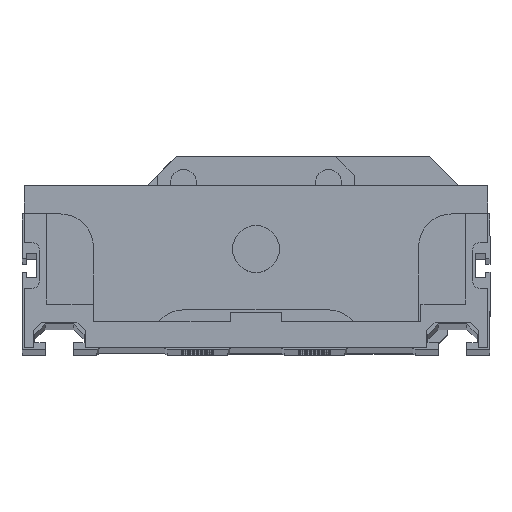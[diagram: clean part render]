
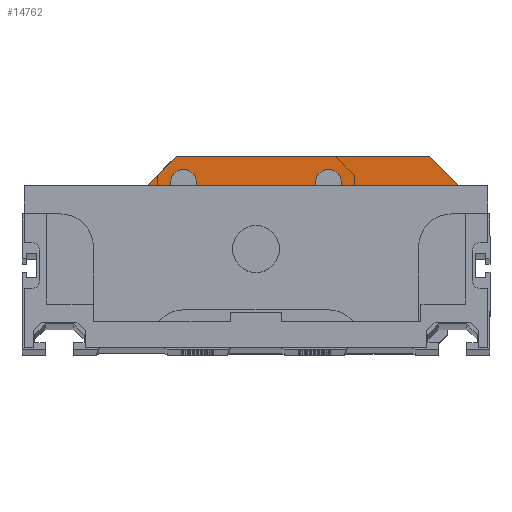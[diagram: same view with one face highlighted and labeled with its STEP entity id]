
A CAD part, top view. The second image highlights one B-rep face of the part: STEP entity #14762.
In plain terms, the highlighted planar face has unit normal (0, 0, 1).
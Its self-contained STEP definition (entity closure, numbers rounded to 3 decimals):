
#546 = VERTEX_POINT ( 'NONE', #7131 ) ;
#753 = DIRECTION ( 'NONE',  ( 0.707, -0.707, 0. ) ) ;
#773 = DIRECTION ( 'NONE',  ( 1., 0., 0. ) ) ;
#810 = DIRECTION ( 'NONE',  ( 1., 0., 0. ) ) ;
#1248 = ORIENTED_EDGE ( 'NONE', *, *, #28878, .F. ) ;
#1268 = DIRECTION ( 'NONE',  ( 0.707, 0.707, 0. ) ) ;
#2128 = ORIENTED_EDGE ( 'NONE', *, *, #28817, .F. ) ;
#2585 = CARTESIAN_POINT ( 'NONE',  ( 15.5, 15.5, 0. ) ) ;
#3021 = CARTESIAN_POINT ( 'NONE',  ( -12.938, 13.5, 0. ) ) ;
#3635 = CARTESIAN_POINT ( 'NONE',  ( 37.13, 21., 0. ) ) ;
#3857 = ORIENTED_EDGE ( 'NONE', *, *, #16629, .F. ) ;
#3964 = DIRECTION ( 'NONE',  ( 0., 0., -1. ) ) ;
#4279 = CARTESIAN_POINT ( 'NONE',  ( -47.9, -0.25, 0. ) ) ;
#5327 = AXIS2_PLACEMENT_3D ( 'NONE', #4279, #11800, #29055 ) ;
#5850 = CARTESIAN_POINT ( 'NONE',  ( 18.062, 13.5, 0. ) ) ;
#7093 = VERTEX_POINT ( 'NONE', #3021 ) ;
#7131 = CARTESIAN_POINT ( 'NONE',  ( 37.13, 21., 0. ) ) ;
#7530 = ORIENTED_EDGE ( 'NONE', *, *, #24736, .F. ) ;
#7822 = AXIS2_PLACEMENT_3D ( 'NONE', #21480, #3964, #24066 ) ;
#9051 = LINE ( 'NONE', #18849, #17045 ) ;
#10325 = EDGE_CURVE ( 'NONE', #15425, #15210, #24954, .T. ) ;
#10532 = CIRCLE ( 'NONE', #17718, 3.25 ) ;
#10708 = ORIENTED_EDGE ( 'NONE', *, *, #10325, .F. ) ;
#10759 = CARTESIAN_POINT ( 'NONE',  ( 12.938, 13.5, 0. ) ) ;
#10800 = ORIENTED_EDGE ( 'NONE', *, *, #13627, .F. ) ;
#11223 = VECTOR ( 'NONE', #1268, 1000. ) ;
#11800 = DIRECTION ( 'NONE',  ( 0., 0., 1. ) ) ;
#13428 = CARTESIAN_POINT ( 'NONE',  ( 18.062, 13.5, 0. ) ) ;
#13627 = EDGE_CURVE ( 'NONE', #7093, #15425, #26847, .T. ) ;
#13877 = VERTEX_POINT ( 'NONE', #5850 ) ;
#14054 = PLANE ( 'NONE',  #5327 ) ;
#14096 = EDGE_CURVE ( 'NONE', #31465, #7093, #9051, .T. ) ;
#14182 = ORIENTED_EDGE ( 'NONE', *, *, #14096, .F. ) ;
#14762 = ADVANCED_FACE ( 'NONE', ( #28892 ), #14054, .T. ) ;
#15210 = VERTEX_POINT ( 'NONE', #24883 ) ;
#15396 = VECTOR ( 'NONE', #753, 1000. ) ;
#15425 = VERTEX_POINT ( 'NONE', #30823 ) ;
#15517 = VECTOR ( 'NONE', #20424, 1000. ) ;
#16299 = CARTESIAN_POINT ( 'NONE',  ( -17., 21., 0. ) ) ;
#16350 = EDGE_LOOP ( 'NONE', ( #10708, #10800, #14182, #31089, #1248, #7530, #2128, #3857 ) ) ;
#16629 = EDGE_CURVE ( 'NONE', #15210, #18939, #25516, .T. ) ;
#17045 = VECTOR ( 'NONE', #19803, 1000. ) ;
#17718 = AXIS2_PLACEMENT_3D ( 'NONE', #2585, #17811, #810 ) ;
#17811 = DIRECTION ( 'NONE',  ( 0., 0., -1. ) ) ;
#18033 = CARTESIAN_POINT ( 'NONE',  ( -17., 21., 0. ) ) ;
#18296 = VERTEX_POINT ( 'NONE', #24188 ) ;
#18607 = EDGE_CURVE ( 'NONE', #13877, #31465, #10532, .T. ) ;
#18849 = CARTESIAN_POINT ( 'NONE',  ( -12.938, 13.5, 0. ) ) ;
#18939 = VERTEX_POINT ( 'NONE', #18033 ) ;
#19803 = DIRECTION ( 'NONE',  ( -1., 0., 0. ) ) ;
#20424 = DIRECTION ( 'NONE',  ( -1., 0., 0. ) ) ;
#20847 = DIRECTION ( 'NONE',  ( -1., 0., 0. ) ) ;
#21480 = CARTESIAN_POINT ( 'NONE',  ( -15.5, 15.5, 0. ) ) ;
#22787 = LINE ( 'NONE', #3635, #15396 ) ;
#23131 = LINE ( 'NONE', #25513, #31011 ) ;
#24066 = DIRECTION ( 'NONE',  ( 1., 0., 0. ) ) ;
#24188 = CARTESIAN_POINT ( 'NONE',  ( 44.63, 13.5, 0. ) ) ;
#24736 = EDGE_CURVE ( 'NONE', #546, #18296, #22787, .T. ) ;
#24883 = CARTESIAN_POINT ( 'NONE',  ( -24.5, 13.5, 0. ) ) ;
#24954 = LINE ( 'NONE', #27835, #15517 ) ;
#25513 = CARTESIAN_POINT ( 'NONE',  ( 37.13, 21., 0. ) ) ;
#25516 = LINE ( 'NONE', #16299, #11223 ) ;
#26379 = VECTOR ( 'NONE', #20847, 1000. ) ;
#26847 = CIRCLE ( 'NONE', #7822, 3.25 ) ;
#27835 = CARTESIAN_POINT ( 'NONE',  ( -49.5, 13.5, 0. ) ) ;
#27928 = LINE ( 'NONE', #13428, #26379 ) ;
#28817 = EDGE_CURVE ( 'NONE', #18939, #546, #23131, .T. ) ;
#28878 = EDGE_CURVE ( 'NONE', #18296, #13877, #27928, .T. ) ;
#28892 = FACE_OUTER_BOUND ( 'NONE', #16350, .T. ) ;
#29055 = DIRECTION ( 'NONE',  ( 1., 0., 0. ) ) ;
#30823 = CARTESIAN_POINT ( 'NONE',  ( -18.062, 13.5, 0. ) ) ;
#31011 = VECTOR ( 'NONE', #773, 1000. ) ;
#31089 = ORIENTED_EDGE ( 'NONE', *, *, #18607, .F. ) ;
#31465 = VERTEX_POINT ( 'NONE', #10759 ) ;
